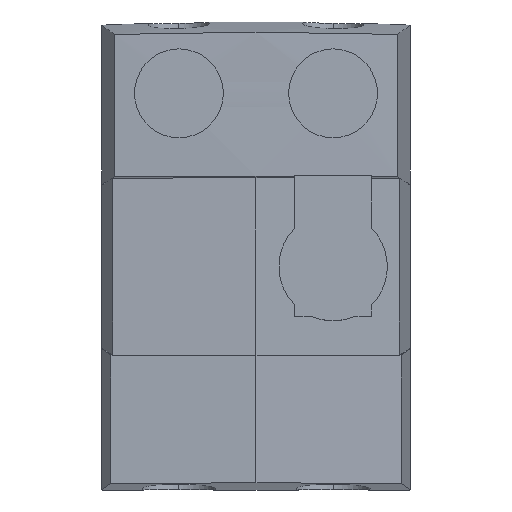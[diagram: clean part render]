
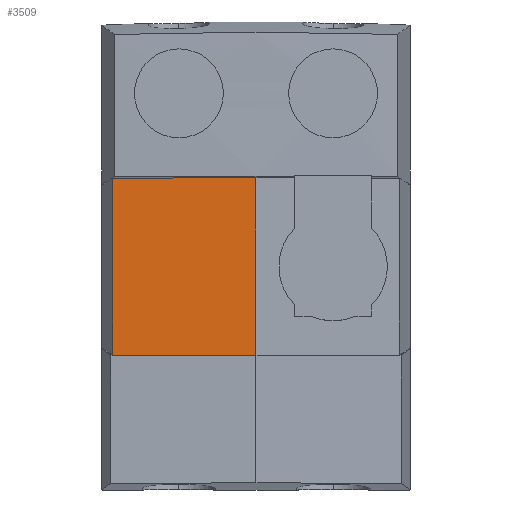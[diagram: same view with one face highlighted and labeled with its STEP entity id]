
A CAD part, top view. The second image highlights one B-rep face of the part: STEP entity #3509.
In plain terms, the highlighted cylindrical face has radius 2500 mm (diameter 5000 mm), a partial arc.
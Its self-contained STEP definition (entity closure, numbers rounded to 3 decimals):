
#161 = EDGE_CURVE ( 'NONE', #1004, #1783, #4146, .T. ) ;
#254 = B_SPLINE_CURVE_WITH_KNOTS ( 'NONE', 3,
 ( #3377, #2165, #4559, #3771, #374 ),
 .UNSPECIFIED., .F., .F.,
 ( 4, 1, 4 ),
 ( 9.558, 9.616, 9.674 ),
 .UNSPECIFIED. ) ;
#278 = ORIENTED_EDGE ( 'NONE', *, *, #161, .F. ) ;
#374 = CARTESIAN_POINT ( 'NONE',  ( -116.333, -71.751, 89.474 ) ) ;
#483 = VECTOR ( 'NONE', #2783, 1000. ) ;
#578 = CARTESIAN_POINT ( 'NONE',  ( -38.778, 72.116, 92.182 ) ) ;
#641 = FACE_OUTER_BOUND ( 'NONE', #869, .T. ) ;
#862 = VERTEX_POINT ( 'NONE', #3352 ) ;
#869 = EDGE_LOOP ( 'NONE', ( #2845, #2798, #278, #2747 ) ) ;
#893 = EDGE_CURVE ( 'NONE', #862, #1004, #3527, .T. ) ;
#961 = CARTESIAN_POINT ( 'NONE',  ( -116.333, 71.751, 89.474 ) ) ;
#1004 = VERTEX_POINT ( 'NONE', #5093 ) ;
#1041 = CARTESIAN_POINT ( 'NONE',  ( -116.333, -80., 89.474 ) ) ;
#1075 = DIRECTION ( 'NONE',  ( 0., 0., 1. ) ) ;
#1452 = CARTESIAN_POINT ( 'NONE',  ( 0., -80., 92.182 ) ) ;
#1783 = VERTEX_POINT ( 'NONE', #1912 ) ;
#1912 = CARTESIAN_POINT ( 'NONE',  ( 0., 72.116, 92.182 ) ) ;
#2165 = CARTESIAN_POINT ( 'NONE',  ( -19.422, -72.116, 92.182 ) ) ;
#2252 = EDGE_CURVE ( 'NONE', #3710, #862, #254, .T. ) ;
#2258 = CARTESIAN_POINT ( 'NONE',  ( 0., 72.116, 92.182 ) ) ;
#2747 = ORIENTED_EDGE ( 'NONE', *, *, #893, .F. ) ;
#2783 = DIRECTION ( 'NONE',  ( 0., 1., 0. ) ) ;
#2798 = ORIENTED_EDGE ( 'NONE', *, *, #4833, .T. ) ;
#2845 = ORIENTED_EDGE ( 'NONE', *, *, #2252, .F. ) ;
#2969 = AXIS2_PLACEMENT_3D ( 'NONE', #4003, #5250, #1075 ) ;
#3144 = DIRECTION ( 'NONE',  ( 0., 1., 0. ) ) ;
#3231 = CYLINDRICAL_SURFACE ( 'NONE', #2969, 2500. ) ;
#3352 = CARTESIAN_POINT ( 'NONE',  ( -116.333, -71.751, 89.474 ) ) ;
#3377 = CARTESIAN_POINT ( 'NONE',  ( 0., -72.116, 92.182 ) ) ;
#3508 = CARTESIAN_POINT ( 'NONE',  ( 0., -72.116, 92.182 ) ) ;
#3509 = ADVANCED_FACE ( 'NONE', ( #641 ), #3231, .T. ) ;
#3527 = LINE ( 'NONE', #1041, #483 ) ;
#3551 = LINE ( 'NONE', #1452, #3856 ) ;
#3710 = VERTEX_POINT ( 'NONE', #3508 ) ;
#3771 = CARTESIAN_POINT ( 'NONE',  ( -96.977, -71.872, 90.376 ) ) ;
#3856 = VECTOR ( 'NONE', #3144, 1000. ) ;
#4003 = CARTESIAN_POINT ( 'NONE',  ( 0., -80., -2407.818 ) ) ;
#4146 = B_SPLINE_CURVE_WITH_KNOTS ( 'NONE', 3,
 ( #961, #5159, #578, #2258 ),
 .UNSPECIFIED., .F., .F.,
 ( 4, 4 ),
 ( 0.014, 0.13 ),
 .UNSPECIFIED. ) ;
#4559 = CARTESIAN_POINT ( 'NONE',  ( -58.233, -72.055, 91.729 ) ) ;
#4833 = EDGE_CURVE ( 'NONE', #3710, #1783, #3551, .T. ) ;
#5093 = CARTESIAN_POINT ( 'NONE',  ( -116.333, 71.751, 89.474 ) ) ;
#5159 = CARTESIAN_POINT ( 'NONE',  ( -77.555, 71.994, 91.28 ) ) ;
#5250 = DIRECTION ( 'NONE',  ( 0., 1., 0. ) ) ;
